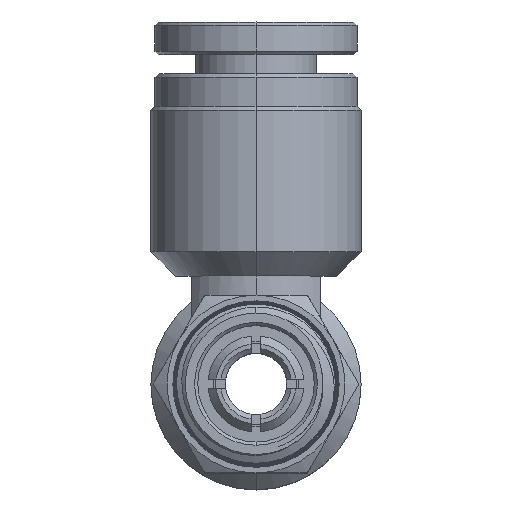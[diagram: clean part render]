
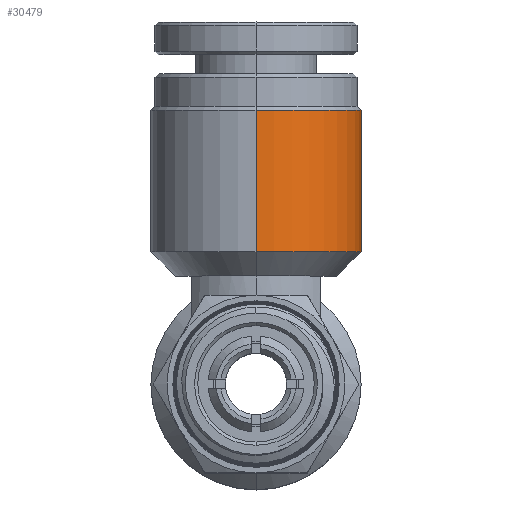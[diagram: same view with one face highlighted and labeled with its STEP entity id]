
A CAD part, top view. The second image highlights one B-rep face of the part: STEP entity #30479.
In plain terms, the highlighted cylindrical face has radius 6.5 mm (diameter 13 mm), a partial arc.
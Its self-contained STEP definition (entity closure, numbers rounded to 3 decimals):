
#201 = DIRECTION ( 'NONE',  ( 0., 0., 1. ) ) ;
#350 = EDGE_CURVE ( 'NONE', #12314, #6851, #29163, .T. ) ;
#1392 = CARTESIAN_POINT ( 'NONE',  ( 0., 8.2, -6.7 ) ) ;
#2730 = VECTOR ( 'NONE', #41331, 1000. ) ;
#3309 = AXIS2_PLACEMENT_3D ( 'NONE', #1392, #20710, #40069 ) ;
#3366 = ORIENTED_EDGE ( 'NONE', *, *, #14723, .F. ) ;
#5867 = ORIENTED_EDGE ( 'NONE', *, *, #350, .T. ) ;
#6851 = VERTEX_POINT ( 'NONE', #33514 ) ;
#9464 = CARTESIAN_POINT ( 'NONE',  ( 0., 16.95, -0.2 ) ) ;
#10495 = CARTESIAN_POINT ( 'NONE',  ( 0., 8.2, -0.2 ) ) ;
#12314 = VERTEX_POINT ( 'NONE', #10495 ) ;
#14723 = EDGE_CURVE ( 'NONE', #23819, #6851, #33146, .T. ) ;
#14891 = VECTOR ( 'NONE', #40022, 1000. ) ;
#15253 = DIRECTION ( 'NONE',  ( 0., -1., 0. ) ) ;
#15823 = AXIS2_PLACEMENT_3D ( 'NONE', #38904, #19542, #201 ) ;
#15843 = LINE ( 'NONE', #34961, #2730 ) ;
#18842 = EDGE_CURVE ( 'NONE', #23819, #34904, #25372, .T. ) ;
#19542 = DIRECTION ( 'NONE',  ( 0., -1., 0. ) ) ;
#20710 = DIRECTION ( 'NONE',  ( 0., 1., 0. ) ) ;
#23819 = VERTEX_POINT ( 'NONE', #37679 ) ;
#23886 = EDGE_CURVE ( 'NONE', #34904, #12314, #15843, .T. ) ;
#24525 = ORIENTED_EDGE ( 'NONE', *, *, #23886, .T. ) ;
#25091 = FACE_OUTER_BOUND ( 'NONE', #37458, .T. ) ;
#25372 = CIRCLE ( 'NONE', #15823, 6.5 ) ;
#26056 = ORIENTED_EDGE ( 'NONE', *, *, #18842, .T. ) ;
#28260 = DIRECTION ( 'NONE',  ( 0., 0., -1. ) ) ;
#29163 = CIRCLE ( 'NONE', #3309, 6.5 ) ;
#29676 = CYLINDRICAL_SURFACE ( 'NONE', #36467, 6.5 ) ;
#30479 = ADVANCED_FACE ( 'NONE', ( #25091 ), #29676, .T. ) ;
#33146 = LINE ( 'NONE', #36640, #14891 ) ;
#33514 = CARTESIAN_POINT ( 'NONE',  ( 0., 8.2, -13.2 ) ) ;
#34601 = CARTESIAN_POINT ( 'NONE',  ( 0., 19.2, -6.7 ) ) ;
#34904 = VERTEX_POINT ( 'NONE', #9464 ) ;
#34961 = CARTESIAN_POINT ( 'NONE',  ( 0., 19.2, -0.2 ) ) ;
#36467 = AXIS2_PLACEMENT_3D ( 'NONE', #34601, #15253, #28260 ) ;
#36640 = CARTESIAN_POINT ( 'NONE',  ( 0., 19.2, -13.2 ) ) ;
#37458 = EDGE_LOOP ( 'NONE', ( #26056, #24525, #5867, #3366 ) ) ;
#37679 = CARTESIAN_POINT ( 'NONE',  ( 0., 16.95, -13.2 ) ) ;
#38904 = CARTESIAN_POINT ( 'NONE',  ( 0., 16.95, -6.7 ) ) ;
#40022 = DIRECTION ( 'NONE',  ( 0., -1., 0. ) ) ;
#40069 = DIRECTION ( 'NONE',  ( 0., 0., 1. ) ) ;
#41331 = DIRECTION ( 'NONE',  ( 0., -1., 0. ) ) ;
